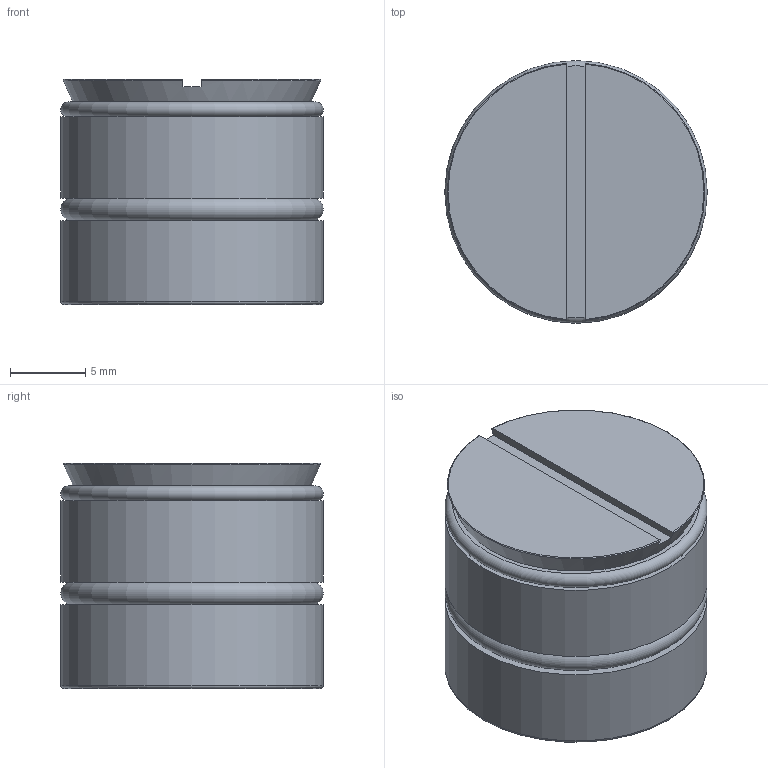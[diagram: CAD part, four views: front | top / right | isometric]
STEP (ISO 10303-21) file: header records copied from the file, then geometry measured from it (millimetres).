
FILE_DESCRIPTION(/* description */ ('STEP AP214'),/* implementation_level */ '2;1');
FILE_NAME(/* name */ '8022483_VABD-17_5-B',/* time_stamp */ '2024-09-15T17:17:17+02:00',/* author */ ('License CC BY-ND 4.0'),/* organization */ ('CADENAS'),/* preprocessor_version */ 'ST-DEVELOPER v19.3',/* originating_system */ 'PARTsolutions',/* authorisation */ ' ');
FILE_SCHEMA (('AUTOMOTIVE_DESIGN {1 0 10303 214 3 1 1}'));
Length unit declared in the file: millimetre
Products named in the file (1): 8022483 VABD-17.5-B
Bounding box: 17.5 x 17.5 x 15 mm (x, y, z)
Volume: 3540.5 mm3; surface area: 1502.5 mm2
Topology: 1 solids, 1 shells, 19 faces, 37 edges, 24 vertices
Faces by surface type: plane 10, torus 5, cone 2, cylinder 2
Full cylindrical faces by diameter (mm): 17.5 x2
Entity records: 466 total; most frequent: CARTESIAN_POINT 93, DIRECTION 74, ORIENTED_EDGE 56, AXIS2_PLACEMENT_3D 35, EDGE_CURVE 28, EDGE_LOOP 28, FACE_BOUND 28, VERTEX_POINT 22
